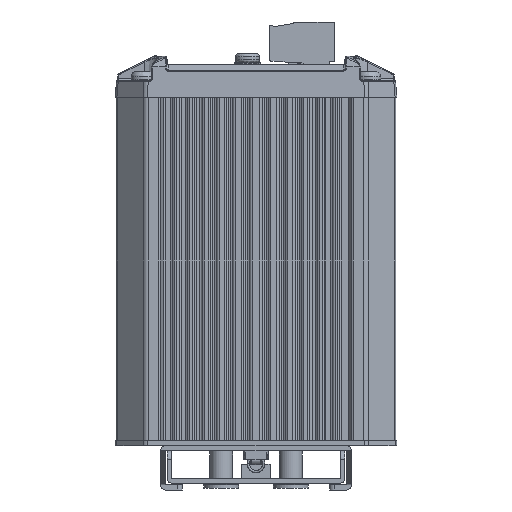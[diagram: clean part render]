
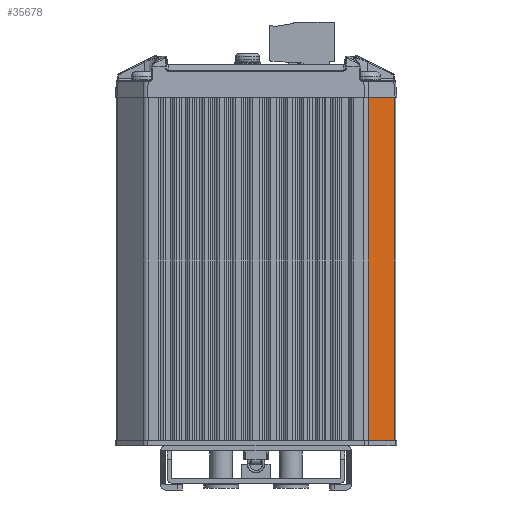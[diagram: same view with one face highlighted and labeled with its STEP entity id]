
A CAD part, front view. The second image highlights one B-rep face of the part: STEP entity #35678.
In plain terms, the highlighted planar face has unit normal (0.707, -0.707, 0).
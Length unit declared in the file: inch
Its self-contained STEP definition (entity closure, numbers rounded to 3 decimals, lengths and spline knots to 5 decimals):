
#207 = VECTOR ( 'NONE', #94934, 39.37008 ) ;
#8085 = CARTESIAN_POINT ( 'NONE',  ( 1.016, -2.13937, -3.11024 ) ) ;
#11350 = ORIENTED_EDGE ( 'NONE', *, *, #32880, .T. ) ;
#14917 = CARTESIAN_POINT ( 'NONE',  ( 1.25185, -1.90352, -3.11024 ) ) ;
#15303 = ORIENTED_EDGE ( 'NONE', *, *, #21241, .F. ) ;
#18084 = CARTESIAN_POINT ( 'NONE',  ( 1.016, -2.13937, 0. ) ) ;
#19243 = VERTEX_POINT ( 'NONE', #96644 ) ;
#20518 = CARTESIAN_POINT ( 'NONE',  ( 1.26943, -1.88594, -3.11024 ) ) ;
#20885 = LINE ( 'NONE', #18084, #57987 ) ;
#21241 = EDGE_CURVE ( 'NONE', #26120, #19243, #20885, .T. ) ;
#22280 = VERTEX_POINT ( 'NONE', #8085 ) ;
#24069 = DIRECTION ( 'NONE',  ( 0., 0., -1. ) ) ;
#26120 = VERTEX_POINT ( 'NONE', #65562 ) ;
#32880 = EDGE_CURVE ( 'NONE', #22280, #92146, #93719, .T. ) ;
#35678 = ADVANCED_FACE ( 'NONE', ( #71215 ), #89398, .F. ) ;
#41604 = LINE ( 'NONE', #70040, #55906 ) ;
#43394 = CARTESIAN_POINT ( 'NONE',  ( 1.26943, -1.88594, 0. ) ) ;
#44458 = EDGE_CURVE ( 'NONE', #22280, #26120, #57377, .T. ) ;
#47719 = DIRECTION ( 'NONE',  ( 0.707, 0.707, 0. ) ) ;
#55906 = VECTOR ( 'NONE', #24069, 39.37008 ) ;
#57377 = LINE ( 'NONE', #103375, #207 ) ;
#57987 = VECTOR ( 'NONE', #64016, 39.37008 ) ;
#59729 = ORIENTED_EDGE ( 'NONE', *, *, #44458, .F. ) ;
#63276 = EDGE_CURVE ( 'NONE', #19243, #92146, #41604, .T. ) ;
#64016 = DIRECTION ( 'NONE',  ( 0.707, 0.707, 0. ) ) ;
#65562 = CARTESIAN_POINT ( 'NONE',  ( 1.016, -2.13937, 0. ) ) ;
#70040 = CARTESIAN_POINT ( 'NONE',  ( 1.25185, -1.90352, 0. ) ) ;
#71215 = FACE_OUTER_BOUND ( 'NONE', #100544, .T. ) ;
#79750 = AXIS2_PLACEMENT_3D ( 'NONE', #43394, #108128, #80317 ) ;
#80317 = DIRECTION ( 'NONE',  ( -0.707, -0.707, 0. ) ) ;
#89398 = PLANE ( 'NONE',  #79750 ) ;
#92146 = VERTEX_POINT ( 'NONE', #14917 ) ;
#93719 = LINE ( 'NONE', #20518, #112209 ) ;
#94934 = DIRECTION ( 'NONE',  ( 0., 0., 1. ) ) ;
#96644 = CARTESIAN_POINT ( 'NONE',  ( 1.25185, -1.90352, 0. ) ) ;
#100544 = EDGE_LOOP ( 'NONE', ( #118372, #15303, #59729, #11350 ) ) ;
#103375 = CARTESIAN_POINT ( 'NONE',  ( 1.016, -2.13937, 0. ) ) ;
#108128 = DIRECTION ( 'NONE',  ( -0.707, 0.707, 0. ) ) ;
#112209 = VECTOR ( 'NONE', #47719, 39.37008 ) ;
#118372 = ORIENTED_EDGE ( 'NONE', *, *, #63276, .F. ) ;
